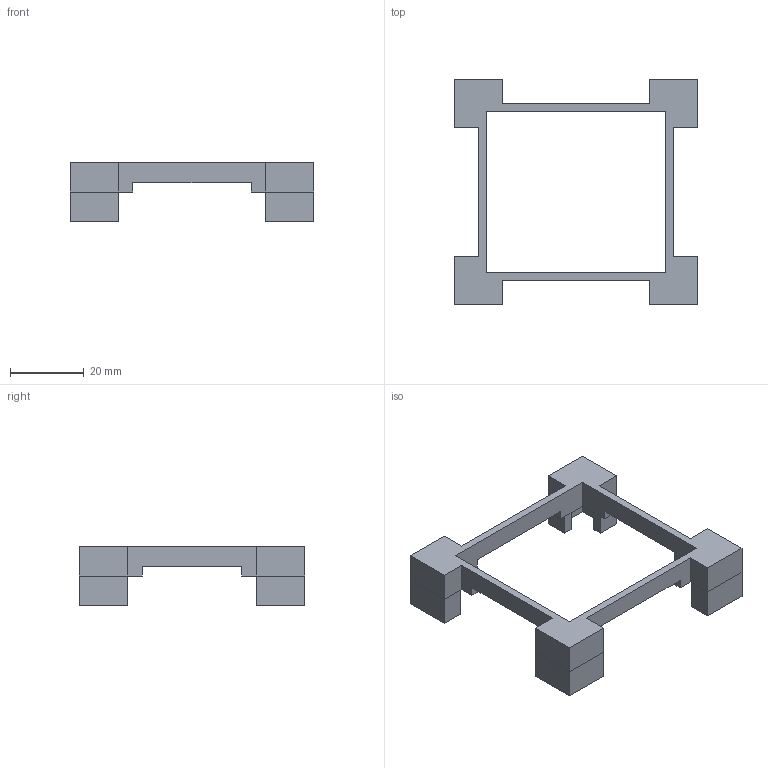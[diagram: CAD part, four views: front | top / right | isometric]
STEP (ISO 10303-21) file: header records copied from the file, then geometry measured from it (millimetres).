
FILE_DESCRIPTION(('FreeCAD Model'),'2;1');
FILE_NAME('Open CASCADE Shape Model','2022-07-19T15:54:42',('Author'),( ''),'Open CASCADE STEP processor 7.5','FreeCAD','Unknown');
FILE_SCHEMA(('AUTOMOTIVE_DESIGN { 1 0 10303 214 1 1 1 1 }'));
Length unit declared in the file: millimetre
Products named in the file (1): 4_baro_holder_foot
Bounding box: 66.28 x 61.33 x 16 mm (x, y, z)
Volume: 9171.2 mm3; surface area: 7372 mm2
Topology: 1 solids, 1 shells, 85 faces, 232 edges, 148 vertices
Faces by surface type: plane 85
Entity records: 5648 total; most frequent: CARTESIAN_POINT 930, DIRECTION 868, LINE 696, VECTOR 696, ORIENTED_EDGE 464, PCURVE 464, DEFINITIONAL_REPRESENTATION 464, EDGE_CURVE 232
